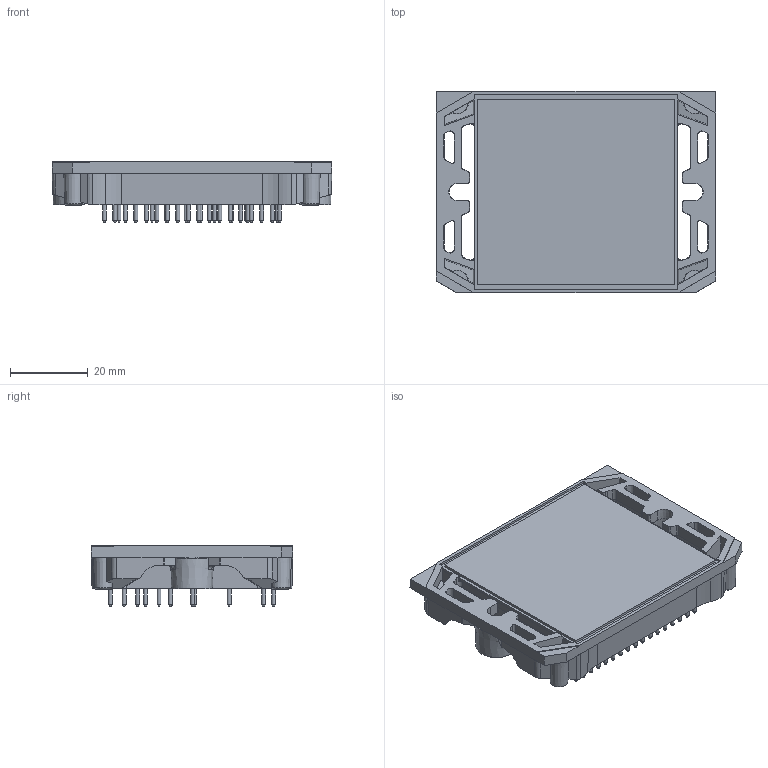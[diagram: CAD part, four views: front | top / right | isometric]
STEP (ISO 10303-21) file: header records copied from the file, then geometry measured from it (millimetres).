
FILE_DESCRIPTION(/* description */ ('Unknown'),/* implementation_level */ '2;1');
FILE_NAME(/* name */ 'Part11',/* time_stamp */ '2016-08-11T13:15:17+02:00',/* author */ ('Unknown'),/* organization */ ('Unknown'),/* preprocessor_version */ 'ST-DEVELOPER v16',/* originating_system */ 'DEX',/* authorisation */ $);
FILE_SCHEMA (('AUTOMOTIVE_DESIGN {1 0 10303 214 3 1 1}'));
Length unit declared in the file: millimetre
Products named in the file (1): Part11
Bounding box: 72.01 x 51.94 x 15.63 mm (x, y, z)
Volume: 30679.8 mm3; surface area: 14093.6 mm2
Topology: 1 solids, 36 shells, 696 faces, 1608 edges, 1054 vertices
Faces by surface type: plane 356, cylinder 178, cone 122, bspline 28, torus 12
Full cylindrical faces by diameter (mm): 1 x70, 1.2 x35, 4.3 x1
Entity records: 25681 total; most frequent: CARTESIAN_POINT 6119, DIRECTION 3124, ORIENTED_EDGE 2664, EDGE_CURVE 1332, AXIS2_PLACEMENT_3D 1285, VERTEX_POINT 974, EDGE_LOOP 974, FACE_BOUND 974
